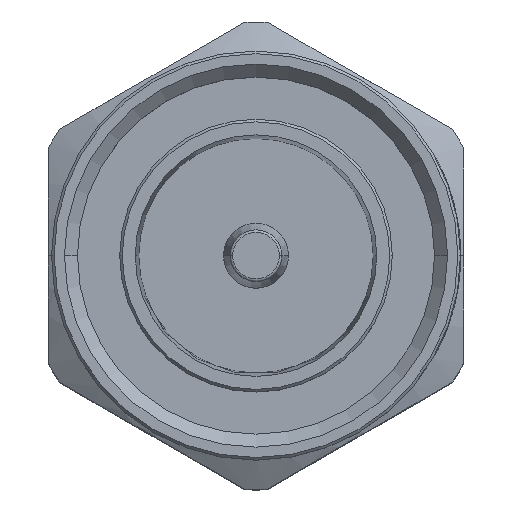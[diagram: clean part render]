
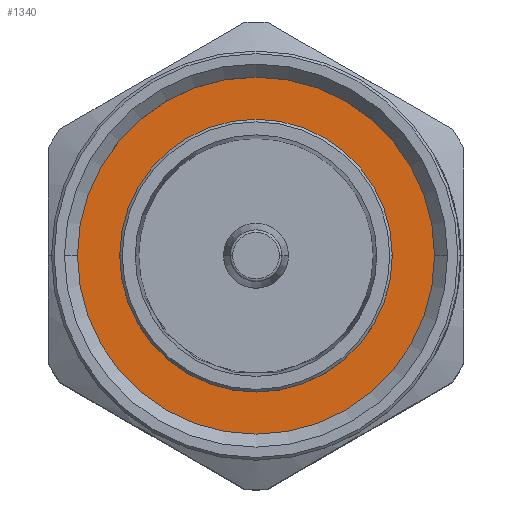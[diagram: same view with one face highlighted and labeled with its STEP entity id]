
A CAD part, top view. The second image highlights one B-rep face of the part: STEP entity #1340.
In plain terms, the highlighted planar face has unit normal (0, 0, 1).
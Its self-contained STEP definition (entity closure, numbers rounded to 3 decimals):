
#1026 = EDGE_CURVE ( 'NONE', #1028, #1032, #16926, .T. ) ;
#1028 = VERTEX_POINT ( 'NONE', #17011 ) ;
#1032 = VERTEX_POINT ( 'NONE', #17075 ) ;
#1327 = ORIENTED_EDGE ( 'NONE', *, *, #1026, .T. ) ;
#1328 = EDGE_LOOP ( 'NONE', ( #1364, #1337 ) ) ;
#1337 = ORIENTED_EDGE ( 'NONE', *, *, #9134, .T. ) ;
#1338 = ORIENTED_EDGE ( 'NONE', *, *, #1358, .T. ) ;
#1340 = ADVANCED_FACE ( 'NONE', ( #18738, #18743 ), #18806, .F. ) ;
#1344 = EDGE_LOOP ( 'NONE', ( #1338, #1327 ) ) ;
#1358 = EDGE_CURVE ( 'NONE', #1032, #1028, #18930, .T. ) ;
#1364 = ORIENTED_EDGE ( 'NONE', *, *, #24314, .T. ) ;
#8773 = DIRECTION ( 'NONE',  ( -1., 0., 0. ) ) ;
#8774 = DIRECTION ( 'NONE',  ( 0., 0., 1. ) ) ;
#8775 = AXIS2_PLACEMENT_3D ( 'NONE', #8793, #8774, #8773 ) ;
#8776 = CIRCLE ( 'NONE', #8775, 14.8 ) ;
#8793 = CARTESIAN_POINT ( 'NONE',  ( 0., 0., -5.323 ) ) ;
#8831 = VERTEX_POINT ( 'NONE', #19456 ) ;
#8917 = VERTEX_POINT ( 'NONE', #19465 ) ;
#9134 = EDGE_CURVE ( 'NONE', #8917, #8831, #19548, .T. ) ;
#16926 = CIRCLE ( 'NONE', #17082, 10.5 ) ;
#16995 = CARTESIAN_POINT ( 'NONE',  ( 0., 0., -5.323 ) ) ;
#17011 = CARTESIAN_POINT ( 'NONE',  ( -10.5, 0., -5.323 ) ) ;
#17075 = CARTESIAN_POINT ( 'NONE',  ( 10.5, 0., -5.323 ) ) ;
#17079 = DIRECTION ( 'NONE',  ( -1., 0., 0. ) ) ;
#17081 = DIRECTION ( 'NONE',  ( 0., 0., -1. ) ) ;
#17082 = AXIS2_PLACEMENT_3D ( 'NONE', #16995, #17081, #17079 ) ;
#18738 = FACE_OUTER_BOUND ( 'NONE', #1328, .T. ) ;
#18740 = DIRECTION ( 'NONE',  ( 0., 0., -1. ) ) ;
#18742 = CARTESIAN_POINT ( 'NONE',  ( 0., 15.786, -5.323 ) ) ;
#18743 = FACE_BOUND ( 'NONE', #1344, .T. ) ;
#18790 = DIRECTION ( 'NONE',  ( -1., 0., 0. ) ) ;
#18806 = PLANE ( 'NONE',  #18807 ) ;
#18807 = AXIS2_PLACEMENT_3D ( 'NONE', #18742, #18740, #18790 ) ;
#18919 = AXIS2_PLACEMENT_3D ( 'NONE', #19017, #19016, #19014 ) ;
#18930 = CIRCLE ( 'NONE', #18919, 10.5 ) ;
#19014 = DIRECTION ( 'NONE',  ( -1., 0., 0. ) ) ;
#19016 = DIRECTION ( 'NONE',  ( 0., 0., -1. ) ) ;
#19017 = CARTESIAN_POINT ( 'NONE',  ( 0., 0., -5.323 ) ) ;
#19456 = CARTESIAN_POINT ( 'NONE',  ( 14.8, 0., -5.323 ) ) ;
#19465 = CARTESIAN_POINT ( 'NONE',  ( -14.8, 0., -5.323 ) ) ;
#19540 = DIRECTION ( 'NONE',  ( -1., 0., 0. ) ) ;
#19541 = DIRECTION ( 'NONE',  ( 0., 0., 1. ) ) ;
#19542 = CARTESIAN_POINT ( 'NONE',  ( 0., 0., -5.323 ) ) ;
#19543 = AXIS2_PLACEMENT_3D ( 'NONE', #19542, #19541, #19540 ) ;
#19548 = CIRCLE ( 'NONE', #19543, 14.8 ) ;
#24314 = EDGE_CURVE ( 'NONE', #8831, #8917, #8776, .T. ) ;
